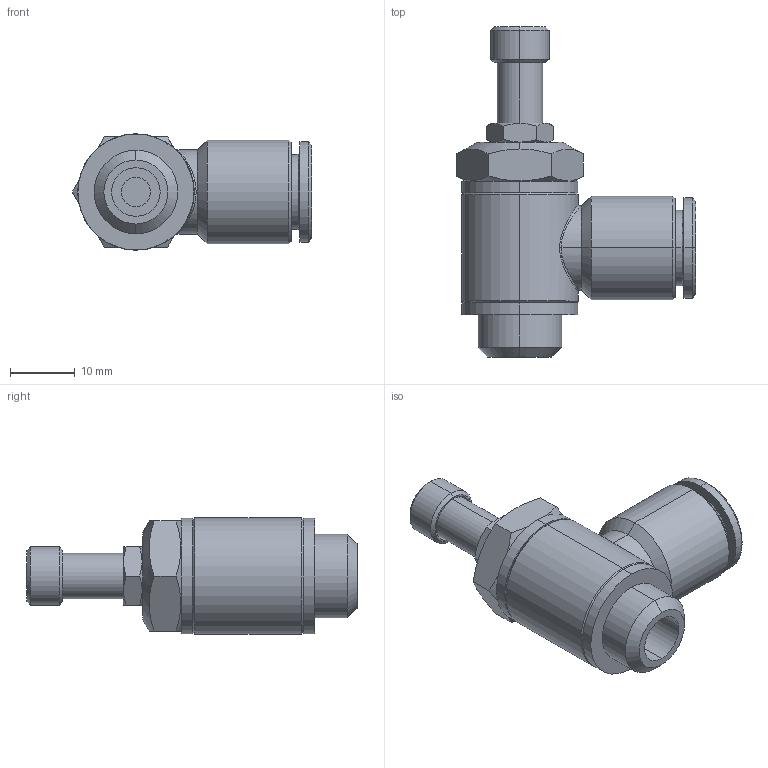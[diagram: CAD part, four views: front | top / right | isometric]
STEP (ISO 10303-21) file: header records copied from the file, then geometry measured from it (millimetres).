
FILE_DESCRIPTION (( 'STEP AP203' ), '1' );
FILE_NAME ('04270V52.STEP', '2010-05-07T14:01:52', ( '' ), ( 'sopra-pneumatic' ), 'SwSTEP 2.0', 'SolidWorks 2009', '' );
FILE_SCHEMA (( 'CONFIG_CONTROL_DESIGN' ));
Length unit declared in the file: millimetre
Products named in the file (1): 04270V52
Bounding box: 36.97 x 51.01 x 18 mm (x, y, z)
Volume: 10056.5 mm3; surface area: 4726 mm2
Topology: 1 solids, 3 shells, 95 faces, 201 edges, 126 vertices
Faces by surface type: cylinder 33, cone 30, plane 30, bspline 2
Entity records: 3899 total; most frequent: CARTESIAN_POINT 1787, DIRECTION 435, ORIENTED_EDGE 402, EDGE_CURVE 201, AXIS2_PLACEMENT_3D 181, VERTEX_POINT 126, EDGE_LOOP 109, ADVANCED_FACE 95
